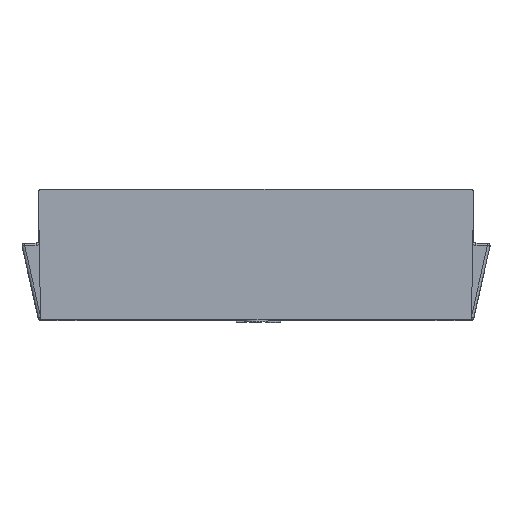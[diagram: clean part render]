
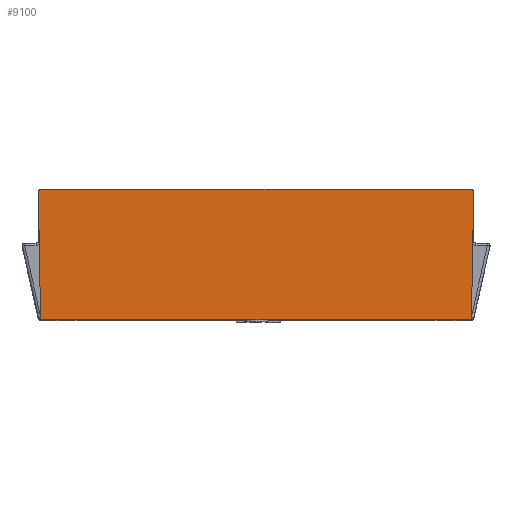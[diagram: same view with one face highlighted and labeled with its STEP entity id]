
A CAD part, top view. The second image highlights one B-rep face of the part: STEP entity #9100.
In plain terms, the highlighted planar face has unit normal (0, 0, 1).
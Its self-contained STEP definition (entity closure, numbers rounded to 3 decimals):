
#360 = DIRECTION ( 'NONE',  ( 0., 0., 1. ) ) ;
#484 = AXIS2_PLACEMENT_3D ( 'NONE', #2747, #7146, #13814 ) ;
#661 = LINE ( 'NONE', #6327, #10795 ) ;
#1060 = CARTESIAN_POINT ( 'NONE',  ( 16.525, -10., 16.65 ) ) ;
#1501 = CARTESIAN_POINT ( 'NONE',  ( -16.496, 0., 16.65 ) ) ;
#1522 = DIRECTION ( 'NONE',  ( 0., 0., 1. ) ) ;
#1591 = AXIS2_PLACEMENT_3D ( 'NONE', #13613, #1522, #4974 ) ;
#2747 = CARTESIAN_POINT ( 'NONE',  ( 16.496, -0.2, 16.65 ) ) ;
#2804 = ORIENTED_EDGE ( 'NONE', *, *, #8913, .T. ) ;
#2862 = EDGE_CURVE ( 'NONE', #5335, #8118, #661, .T. ) ;
#2894 = CARTESIAN_POINT ( 'NONE',  ( -16.496, -0.2, 16.65 ) ) ;
#2989 = CARTESIAN_POINT ( 'NONE',  ( 16.696, -0.203, 16.65 ) ) ;
#3725 = ORIENTED_EDGE ( 'NONE', *, *, #6989, .T. ) ;
#4083 = CARTESIAN_POINT ( 'NONE',  ( -16.696, -0.203, 16.65 ) ) ;
#4193 = EDGE_CURVE ( 'NONE', #6843, #6818, #9712, .T. ) ;
#4342 = DIRECTION ( 'NONE',  ( 1., 0., 0. ) ) ;
#4974 = DIRECTION ( 'NONE',  ( 1., 0., 0. ) ) ;
#5092 = LINE ( 'NONE', #9717, #9734 ) ;
#5158 = DIRECTION ( 'NONE',  ( -1., 0., 0. ) ) ;
#5161 = CARTESIAN_POINT ( 'NONE',  ( 16.496, 0., 16.65 ) ) ;
#5169 = DIRECTION ( 'NONE',  ( 0.017, 1., 0. ) ) ;
#5335 = VERTEX_POINT ( 'NONE', #5161 ) ;
#6194 = VECTOR ( 'NONE', #14109, 1000. ) ;
#6327 = CARTESIAN_POINT ( 'NONE',  ( 16.496, 0., 16.65 ) ) ;
#6818 = VERTEX_POINT ( 'NONE', #8994 ) ;
#6843 = VERTEX_POINT ( 'NONE', #4083 ) ;
#6989 = EDGE_CURVE ( 'NONE', #6818, #7952, #9901, .T. ) ;
#7101 = FACE_OUTER_BOUND ( 'NONE', #7640, .T. ) ;
#7146 = DIRECTION ( 'NONE',  ( 0., 0., 1. ) ) ;
#7367 = DIRECTION ( 'NONE',  ( 1., 0., 0. ) ) ;
#7537 = ORIENTED_EDGE ( 'NONE', *, *, #2862, .T. ) ;
#7640 = EDGE_LOOP ( 'NONE', ( #12132, #3725, #12700, #8076, #7537, #2804 ) ) ;
#7952 = VERTEX_POINT ( 'NONE', #1060 ) ;
#8076 = ORIENTED_EDGE ( 'NONE', *, *, #11523, .T. ) ;
#8118 = VERTEX_POINT ( 'NONE', #1501 ) ;
#8913 = EDGE_CURVE ( 'NONE', #8118, #6843, #13758, .T. ) ;
#8947 = CIRCLE ( 'NONE', #484, 0.2 ) ;
#8994 = CARTESIAN_POINT ( 'NONE',  ( -16.525, -10., 16.65 ) ) ;
#9100 = ADVANCED_FACE ( 'NONE', ( #7101 ), #11572, .T. ) ;
#9712 = LINE ( 'NONE', #14032, #6194 ) ;
#9717 = CARTESIAN_POINT ( 'NONE',  ( 16.525, -10., 16.65 ) ) ;
#9734 = VECTOR ( 'NONE', #5169, 1000. ) ;
#9901 = LINE ( 'NONE', #14373, #13307 ) ;
#10795 = VECTOR ( 'NONE', #5158, 1000. ) ;
#11523 = EDGE_CURVE ( 'NONE', #12885, #5335, #8947, .T. ) ;
#11572 = PLANE ( 'NONE',  #1591 ) ;
#12132 = ORIENTED_EDGE ( 'NONE', *, *, #4193, .T. ) ;
#12582 = AXIS2_PLACEMENT_3D ( 'NONE', #2894, #360, #7367 ) ;
#12700 = ORIENTED_EDGE ( 'NONE', *, *, #14092, .T. ) ;
#12885 = VERTEX_POINT ( 'NONE', #2989 ) ;
#13307 = VECTOR ( 'NONE', #4342, 1000. ) ;
#13613 = CARTESIAN_POINT ( 'NONE',  ( 16.496, -0.2, 16.65 ) ) ;
#13758 = CIRCLE ( 'NONE', #12582, 0.2 ) ;
#13814 = DIRECTION ( 'NONE',  ( 1., 0., 0. ) ) ;
#14032 = CARTESIAN_POINT ( 'NONE',  ( -16.696, -0.203, 16.65 ) ) ;
#14092 = EDGE_CURVE ( 'NONE', #7952, #12885, #5092, .T. ) ;
#14109 = DIRECTION ( 'NONE',  ( 0.017, -1., 0. ) ) ;
#14373 = CARTESIAN_POINT ( 'NONE',  ( -16.525, -10., 16.65 ) ) ;
